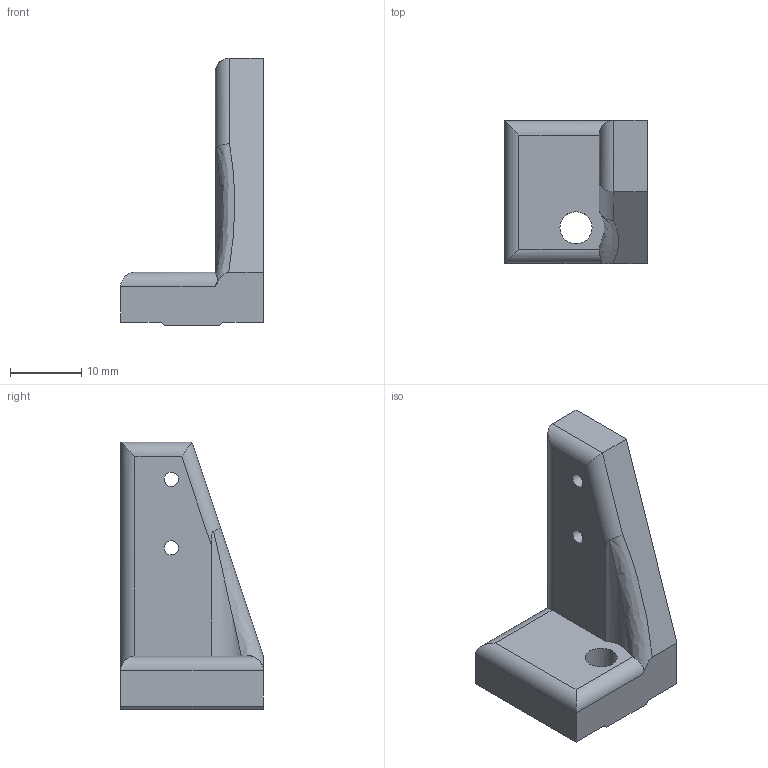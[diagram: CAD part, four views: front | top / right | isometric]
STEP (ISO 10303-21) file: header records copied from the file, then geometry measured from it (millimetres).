
FILE_DESCRIPTION(/* description */ (''),/* implementation_level */ '2;1');
FILE_NAME(/* name */ 'end stop y.step',/* time_stamp */ '2018-02-10T15:04:51-05:00',/* author */ ('oliver.lewis.art'),/* organization */ (''),/* preprocessor_version */ 'ST-DEVELOPER v16.13',/* originating_system */ 'Autodesk Translation Framework v6.5.0.72',/* authorisation */ '');
FILE_SCHEMA (('AUTOMOTIVE_DESIGN { 1 0 10303 214 3 1 1 }'));
Length unit declared in the file: millimetre
Products named in the file (1): end stop y
Bounding box: 20 x 20 x 37.5 mm (x, y, z)
Volume: 5619.6 mm3; surface area: 2666.4 mm2
Topology: 1 solids, 1 shells, 26 faces, 68 edges, 44 vertices
Faces by surface type: plane 15, cylinder 10, bspline 1
Full cylindrical faces by diameter (mm): 2 x2, 4.5 x1
Entity records: 971 total; most frequent: CARTESIAN_POINT 288, ORIENTED_EDGE 136, DIRECTION 128, EDGE_CURVE 68, LINE 44, VECTOR 44, VERTEX_POINT 44, AXIS2_PLACEMENT_3D 42
